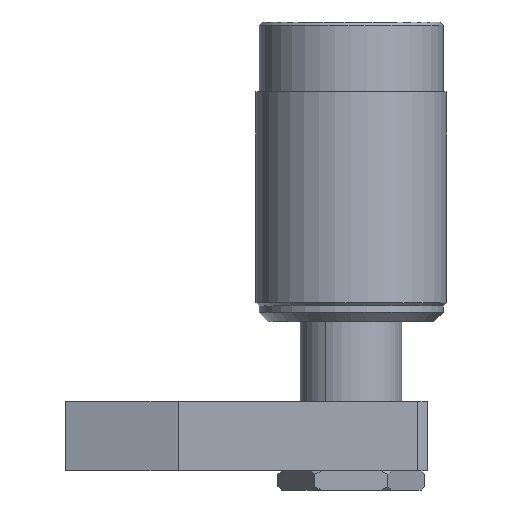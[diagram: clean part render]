
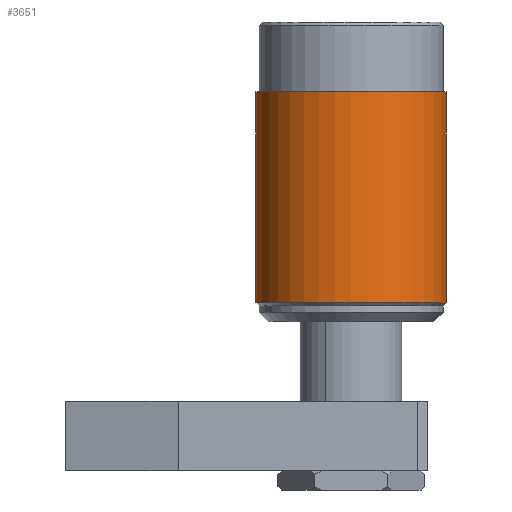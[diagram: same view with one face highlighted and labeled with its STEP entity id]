
A CAD part, front view. The second image highlights one B-rep face of the part: STEP entity #3651.
In plain terms, the highlighted cylindrical face has radius 30 mm (diameter 60 mm), a partial arc.
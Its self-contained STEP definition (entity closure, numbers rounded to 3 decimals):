
#58 = LINE ( 'NONE', #1722, #75 ) ;
#75 = VECTOR ( 'NONE', #1708, 1000. ) ;
#134 = LINE ( 'NONE', #1746, #202 ) ;
#155 = CIRCLE ( 'NONE', #4445, 30. ) ;
#202 = VECTOR ( 'NONE', #1745, 1000. ) ;
#899 = CARTESIAN_POINT ( 'NONE',  ( -30., 0., 0. ) ) ;
#931 = CARTESIAN_POINT ( 'NONE',  ( 30., 0., -66.5 ) ) ;
#1056 = CARTESIAN_POINT ( 'NONE',  ( -30., 0., -66.5 ) ) ;
#1085 = CARTESIAN_POINT ( 'NONE',  ( 30., 0., 0. ) ) ;
#1708 = DIRECTION ( 'NONE',  ( 0., 0., 1. ) ) ;
#1722 = CARTESIAN_POINT ( 'NONE',  ( 30., 0., 0. ) ) ;
#1745 = DIRECTION ( 'NONE',  ( 0., 0., 1. ) ) ;
#1746 = CARTESIAN_POINT ( 'NONE',  ( -30., 0., 0. ) ) ;
#2041 = DIRECTION ( 'NONE',  ( -1., 0., 0. ) ) ;
#2042 = DIRECTION ( 'NONE',  ( 0., 0., 1. ) ) ;
#2043 = CARTESIAN_POINT ( 'NONE',  ( 0., 0., -66.5 ) ) ;
#2740 = FACE_OUTER_BOUND ( 'NONE', #3623, .T. ) ;
#2771 = CYLINDRICAL_SURFACE ( 'NONE', #4330, 30. ) ;
#3032 = DIRECTION ( 'NONE',  ( -1., 0., 0. ) ) ;
#3033 = DIRECTION ( 'NONE',  ( 0., 0., 1. ) ) ;
#3034 = CARTESIAN_POINT ( 'NONE',  ( 0., 0., 0. ) ) ;
#3158 = VERTEX_POINT ( 'NONE', #1085 ) ;
#3208 = VERTEX_POINT ( 'NONE', #1056 ) ;
#3310 = VERTEX_POINT ( 'NONE', #931 ) ;
#3356 = VERTEX_POINT ( 'NONE', #899 ) ;
#3623 = EDGE_LOOP ( 'NONE', ( #5485, #5459, #5441, #5473 ) ) ;
#3651 = ADVANCED_FACE ( 'NONE', ( #2740 ), #2771, .T. ) ;
#4033 = EDGE_CURVE ( 'NONE', #3208, #3310, #4989, .T. ) ;
#4118 = EDGE_CURVE ( 'NONE', #3208, #3356, #134, .T. ) ;
#4123 = EDGE_CURVE ( 'NONE', #3310, #3158, #58, .T. ) ;
#4185 = EDGE_CURVE ( 'NONE', #3356, #3158, #155, .T. ) ;
#4330 = AXIS2_PLACEMENT_3D ( 'NONE', #4773, #4774, #4778 ) ;
#4410 = AXIS2_PLACEMENT_3D ( 'NONE', #2043, #2042, #2041 ) ;
#4445 = AXIS2_PLACEMENT_3D ( 'NONE', #3034, #3033, #3032 ) ;
#4773 = CARTESIAN_POINT ( 'NONE',  ( 0., 0., 0. ) ) ;
#4774 = DIRECTION ( 'NONE',  ( 0., 0., 1. ) ) ;
#4778 = DIRECTION ( 'NONE',  ( 1., 0., 0. ) ) ;
#4989 = CIRCLE ( 'NONE', #4410, 30. ) ;
#5441 = ORIENTED_EDGE ( 'NONE', *, *, #4123, .T. ) ;
#5459 = ORIENTED_EDGE ( 'NONE', *, *, #4033, .T. ) ;
#5473 = ORIENTED_EDGE ( 'NONE', *, *, #4185, .F. ) ;
#5485 = ORIENTED_EDGE ( 'NONE', *, *, #4118, .F. ) ;
